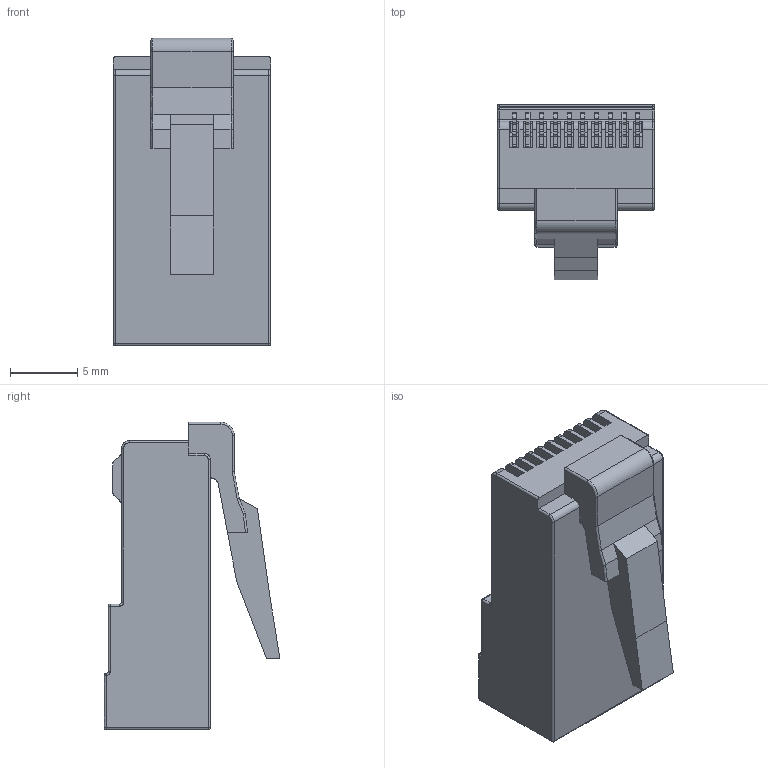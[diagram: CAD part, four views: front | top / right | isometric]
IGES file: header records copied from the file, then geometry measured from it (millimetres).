
Start section: SolidWorks IGES file using analytic representation for surfaces
Global section: file name: MP1010X-1000S.IGS; native system: SolidWorks 2020; preprocessor: SolidWorks 2020; author: Dan; date: 200604.104936; units: millimetre
Bounding box: 11.68 x 13.08 x 22.87 mm (x, y, z)
Surface area: 2770.8 mm2 (no closed solid volume)
Topology: 0 solids, 0 shells, 1466 faces, 10682 edges, 10676 vertices
Faces by surface type: bspline 982, revolution 484
